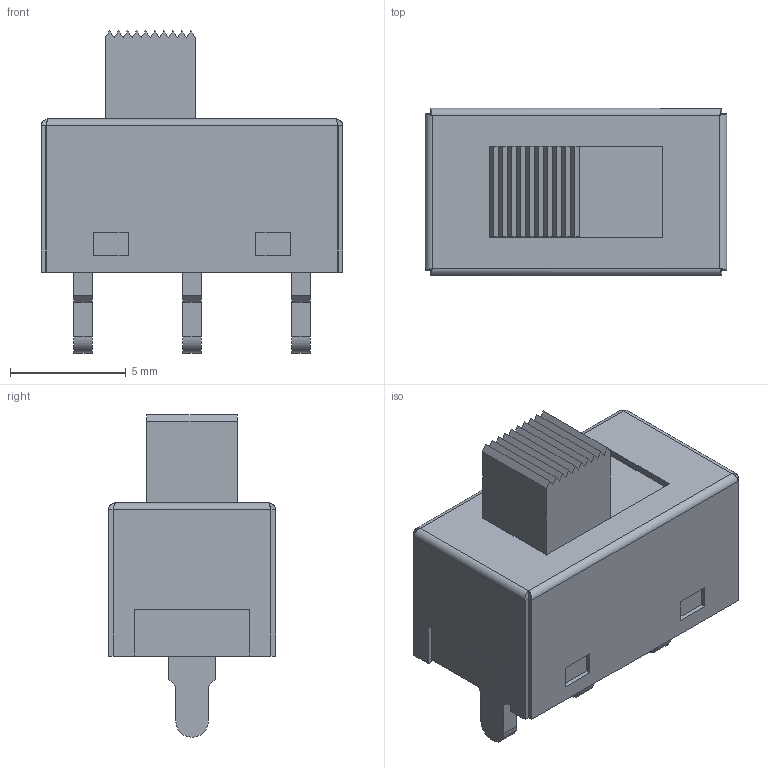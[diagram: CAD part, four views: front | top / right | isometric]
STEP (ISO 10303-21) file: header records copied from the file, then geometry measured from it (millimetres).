
FILE_DESCRIPTION(/* description */ (''),/* implementation_level */ '2;1');
FILE_NAME(/* name */ 'SW_XKB_SS-12M11G5.step',/* time_stamp */ '2025-05-10T09:37:17+09:00',/* author */ (''),/* organization */ (''),/* preprocessor_version */ 'ST-DEVELOPER v20.1',/* originating_system */ 'Autodesk Translation Framework v14.4.0.0',/* authorisation */ '');
FILE_SCHEMA (('AUTOMOTIVE_DESIGN { 1 0 10303 214 3 1 1 }'));
Length unit declared in the file: millimetre
Products named in the file (2): SW1~SW-TH_XKB_SS-12M11XX~SW-TH_XKB_SS-12M11XX~891L; SW-TH_XKB_SS-12M11XX~SW-TH_XKB_SS-12M11XX~891L
Assembly tree (1 placements, depth 2):
  SW1~SW-TH_XKB_SS-12M11XX~SW-TH_XKB_SS-12M11XX~891L
    SW-TH_XKB_SS-12M11XX~SW-TH_XKB_SS-12M11XX~891L
Bounding box: 13 x 7.2 x 13.9 mm (x, y, z)
Volume: 650.4 mm3; surface area: 1156.5 mm2
Topology: 16 solids, 16 shells, 419 faces, 1096 edges, 720 vertices
Faces by surface type: plane 288, bspline 120, cylinder 11
Entity records: 14603 total; most frequent: CARTESIAN_POINT 4406, ORIENTED_EDGE 2192, DIRECTION 1634, EDGE_CURVE 1096, LINE 850, VECTOR 850, VERTEX_POINT 720, EDGE_LOOP 452
